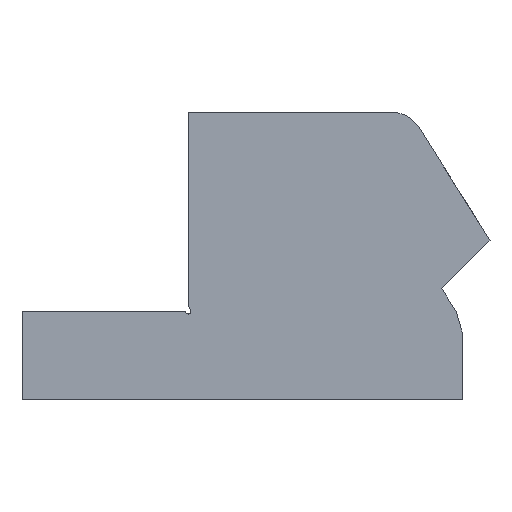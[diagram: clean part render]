
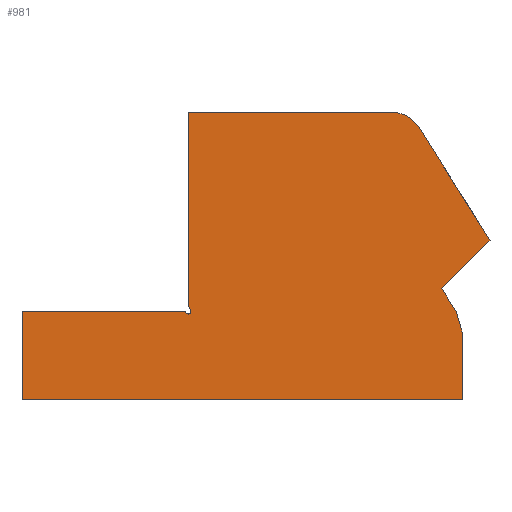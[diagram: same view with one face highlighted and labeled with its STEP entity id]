
A CAD part, front view. The second image highlights one B-rep face of the part: STEP entity #981.
In plain terms, the highlighted planar face has unit normal (0, -1, 0).
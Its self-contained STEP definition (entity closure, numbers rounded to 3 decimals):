
#25=CIRCLE('',#1029,0.25);
#27=CIRCLE('',#1035,3.);
#63=PLANE('',#1034);
#107=FACE_OUTER_BOUND('',#160,.T.);
#160=EDGE_LOOP('',(#783,#784,#785,#786,#787,#788,#789,#790,#791,#792,#793,
#794,#795));
#224=LINE('',#1701,#314);
#239=LINE('',#1738,#329);
#243=LINE('',#1744,#333);
#244=LINE('',#1747,#334);
#245=LINE('',#1749,#335);
#246=LINE('',#1751,#336);
#247=LINE('',#1753,#337);
#248=LINE('',#1754,#338);
#249=LINE('',#1756,#339);
#250=LINE('',#1760,#340);
#251=LINE('',#1761,#341);
#314=VECTOR('',#1120,10.);
#329=VECTOR('',#1147,10.);
#333=VECTOR('',#1153,10.);
#334=VECTOR('',#1156,10.);
#335=VECTOR('',#1157,10.);
#336=VECTOR('',#1158,10.);
#337=VECTOR('',#1159,10.);
#338=VECTOR('',#1160,10.);
#339=VECTOR('',#1161,10.);
#340=VECTOR('',#1164,10.);
#341=VECTOR('',#1165,10.);
#451=VERTEX_POINT('',#1699);
#452=VERTEX_POINT('',#1700);
#456=VERTEX_POINT('',#1710);
#467=VERTEX_POINT('',#1736);
#468=VERTEX_POINT('',#1737);
#469=VERTEX_POINT('',#1742);
#470=VERTEX_POINT('',#1746);
#471=VERTEX_POINT('',#1748);
#472=VERTEX_POINT('',#1750);
#473=VERTEX_POINT('',#1752);
#474=VERTEX_POINT('',#1755);
#475=VERTEX_POINT('',#1757);
#476=VERTEX_POINT('',#1759);
#568=EDGE_CURVE('',#451,#452,#224,.T.);
#574=EDGE_CURVE('',#451,#456,#25,.T.);
#586=EDGE_CURVE('',#467,#468,#239,.T.);
#590=EDGE_CURVE('',#467,#469,#243,.T.);
#591=EDGE_CURVE('',#470,#456,#244,.T.);
#592=EDGE_CURVE('',#471,#470,#245,.T.);
#593=EDGE_CURVE('',#472,#471,#246,.T.);
#594=EDGE_CURVE('',#472,#473,#247,.T.);
#595=EDGE_CURVE('',#468,#473,#248,.T.);
#596=EDGE_CURVE('',#474,#469,#249,.T.);
#597=EDGE_CURVE('',#475,#474,#27,.T.);
#598=EDGE_CURVE('',#476,#475,#250,.T.);
#599=EDGE_CURVE('',#452,#476,#251,.T.);
#783=ORIENTED_EDGE('',*,*,#568,.F.);
#784=ORIENTED_EDGE('',*,*,#574,.T.);
#785=ORIENTED_EDGE('',*,*,#591,.F.);
#786=ORIENTED_EDGE('',*,*,#592,.F.);
#787=ORIENTED_EDGE('',*,*,#593,.F.);
#788=ORIENTED_EDGE('',*,*,#594,.T.);
#789=ORIENTED_EDGE('',*,*,#595,.F.);
#790=ORIENTED_EDGE('',*,*,#586,.F.);
#791=ORIENTED_EDGE('',*,*,#590,.T.);
#792=ORIENTED_EDGE('',*,*,#596,.F.);
#793=ORIENTED_EDGE('',*,*,#597,.F.);
#794=ORIENTED_EDGE('',*,*,#598,.F.);
#795=ORIENTED_EDGE('',*,*,#599,.F.);
#981=ADVANCED_FACE('',(#107),#63,.F.);
#1029=AXIS2_PLACEMENT_3D('',#1712,#1129,#1130);
#1034=AXIS2_PLACEMENT_3D('',#1745,#1154,#1155);
#1035=AXIS2_PLACEMENT_3D('',#1758,#1162,#1163);
#1120=DIRECTION('',(-0.5,0.,0.866));
#1129=DIRECTION('center_axis',(0.,1.,0.));
#1130=DIRECTION('ref_axis',(1.,0.,0.));
#1147=DIRECTION('',(0.531,0.,-0.847));
#1153=DIRECTION('',(0.707,0.,0.707));
#1154=DIRECTION('center_axis',(0.,1.,0.));
#1155=DIRECTION('ref_axis',(1.,0.,0.));
#1156=DIRECTION('',(1.,0.,0.));
#1157=DIRECTION('',(0.,0.,1.));
#1158=DIRECTION('',(-1.,0.,0.));
#1159=DIRECTION('',(0.,0.,1.));
#1160=DIRECTION('',(0.277,0.,-0.961));
#1161=DIRECTION('',(0.531,0.,-0.847));
#1162=DIRECTION('center_axis',(0.,1.,0.));
#1163=DIRECTION('ref_axis',(0.484,0.,0.875));
#1164=DIRECTION('',(1.,0.,0.));
#1165=DIRECTION('',(0.,0.,1.));
#1699=CARTESIAN_POINT('',(123.617,147.375,304.159));
#1700=CARTESIAN_POINT('',(123.4,147.375,304.534));
#1701=CARTESIAN_POINT('',(123.419,147.375,304.5));
#1710=CARTESIAN_POINT('',(123.15,147.375,304.034));
#1712=CARTESIAN_POINT('Origin',(123.4,147.375,304.034));
#1736=CARTESIAN_POINT('',(146.32,147.375,306.073));
#1737=CARTESIAN_POINT('',(147.618,147.375,304.004));
#1738=CARTESIAN_POINT('',(143.209,147.375,311.031));
#1742=CARTESIAN_POINT('',(150.673,147.375,310.425));
#1744=CARTESIAN_POINT('',(134.416,147.375,294.175));
#1745=CARTESIAN_POINT('Origin',(108.4,147.375,296.034));
#1746=CARTESIAN_POINT('',(108.4,147.375,304.034));
#1747=CARTESIAN_POINT('',(108.4,147.375,304.034));
#1748=CARTESIAN_POINT('',(108.4,147.375,296.034));
#1749=CARTESIAN_POINT('',(108.4,147.375,296.034));
#1750=CARTESIAN_POINT('',(148.15,147.375,296.034));
#1751=CARTESIAN_POINT('',(130.509,147.375,296.034));
#1752=CARTESIAN_POINT('',(148.15,147.375,302.157));
#1753=CARTESIAN_POINT('',(148.15,147.375,296.034));
#1754=CARTESIAN_POINT('',(147.311,147.375,305.073));
#1755=CARTESIAN_POINT('',(144.282,147.375,320.611));
#1756=CARTESIAN_POINT('',(144.306,147.375,320.573));
#1757=CARTESIAN_POINT('',(141.741,147.375,322.017));
#1758=CARTESIAN_POINT('Origin',(141.741,147.375,319.017));
#1759=CARTESIAN_POINT('',(123.4,147.375,322.017));
#1760=CARTESIAN_POINT('',(115.9,147.375,322.017));
#1761=CARTESIAN_POINT('',(123.4,147.375,300.034));
